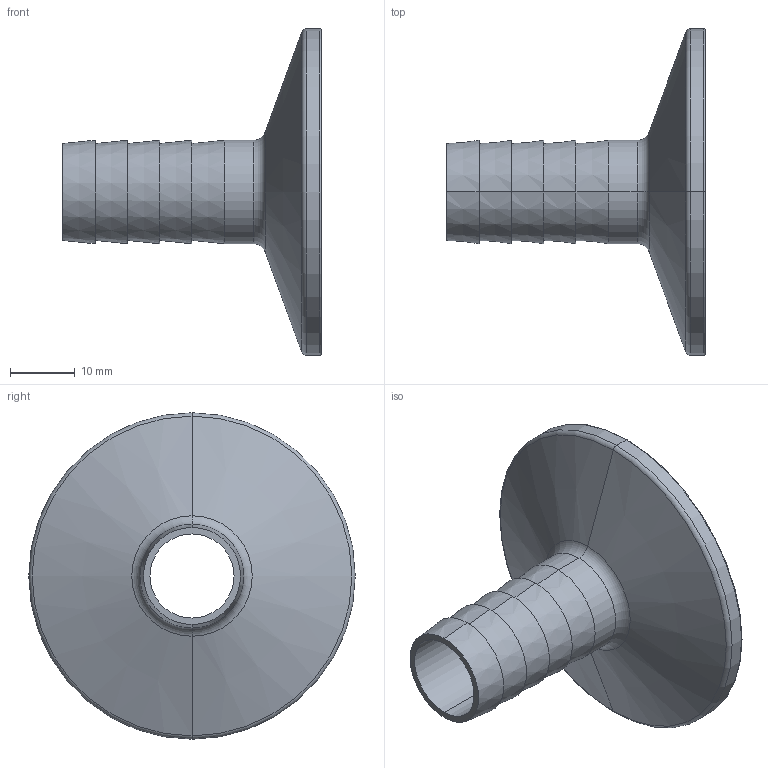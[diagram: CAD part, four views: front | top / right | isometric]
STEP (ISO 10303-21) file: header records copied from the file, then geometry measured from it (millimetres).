
FILE_DESCRIPTION (( 'STEP AP214' ), '1' );
FILE_NAME ('HT.150.016.STEP', '2020-03-27T11:47:52', ( '' ), ( '' ), 'SwSTEP 2.0', 'SolidWorks 2019', '' );
FILE_SCHEMA (( 'AUTOMOTIVE_DESIGN' ));
Length unit declared in the file: millimetre
Products named in the file (1): HT.150.016
Bounding box: 40 x 50.5 x 50.5 mm (x, y, z)
Volume: 10022.8 mm3; surface area: 7563 mm2
Topology: 1 solids, 1 shells, 43 faces, 86 edges, 50 vertices
Faces by surface type: cone 18, torus 12, plane 7, cylinder 6
Entity records: 1164 total; most frequent: DIRECTION 236, CARTESIAN_POINT 180, ORIENTED_EDGE 172, AXIS2_PLACEMENT_3D 106, EDGE_CURVE 86, CIRCLE 62, VERTEX_POINT 50, EDGE_LOOP 50
